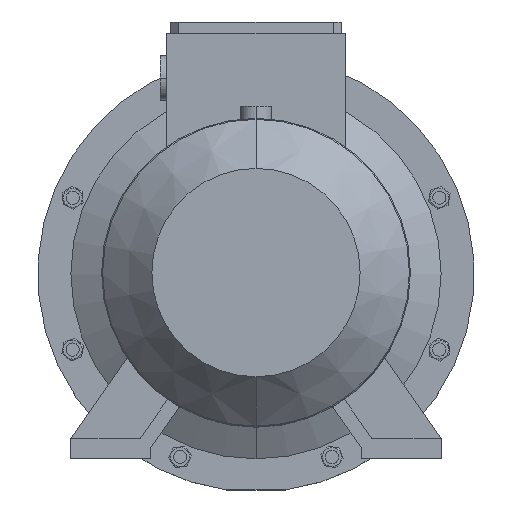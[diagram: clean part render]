
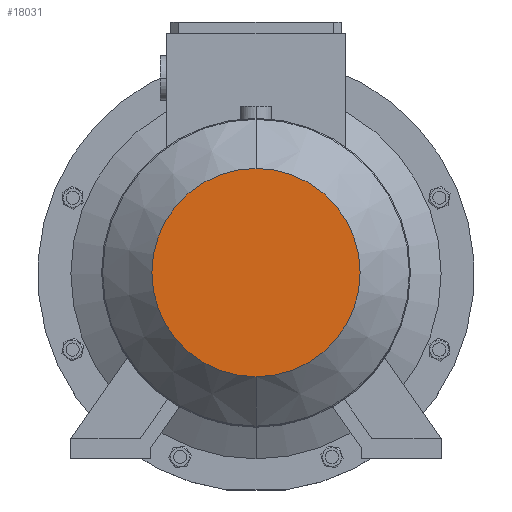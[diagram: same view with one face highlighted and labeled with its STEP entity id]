
A CAD part, top view. The second image highlights one B-rep face of the part: STEP entity #18031.
In plain terms, the highlighted planar face has unit normal (0, 0, 1).
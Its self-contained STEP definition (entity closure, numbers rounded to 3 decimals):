
#8852 = DIRECTION ( 'NONE',  ( 0., -1., 0. ) ) ;
#15105 = CARTESIAN_POINT ( 'NONE',  ( 0., -157.5, 1202. ) ) ;
#15761 = CARTESIAN_POINT ( 'NONE',  ( 0., 157.5, 1202. ) ) ;
#18031 = ADVANCED_FACE ( 'NONE', ( #39648 ), #65166, .T. ) ;
#18305 = DIRECTION ( 'NONE',  ( 0., 1., 0. ) ) ;
#18890 = AXIS2_PLACEMENT_3D ( 'NONE', #26518, #41587, #62067 ) ;
#19994 = VERTEX_POINT ( 'NONE', #15105 ) ;
#26518 = CARTESIAN_POINT ( 'NONE',  ( 0., 0., 1202. ) ) ;
#31271 = ORIENTED_EDGE ( 'NONE', *, *, #56283, .F. ) ;
#33327 = AXIS2_PLACEMENT_3D ( 'NONE', #49204, #39535, #8852 ) ;
#35106 = CIRCLE ( 'NONE', #40389, 157.5 ) ;
#37312 = ORIENTED_EDGE ( 'NONE', *, *, #43659, .F. ) ;
#39393 = CARTESIAN_POINT ( 'NONE',  ( 0., 0., 1202. ) ) ;
#39535 = DIRECTION ( 'NONE',  ( 0., 0., 1. ) ) ;
#39648 = FACE_OUTER_BOUND ( 'NONE', #40079, .T. ) ;
#40079 = EDGE_LOOP ( 'NONE', ( #31271, #37312 ) ) ;
#40389 = AXIS2_PLACEMENT_3D ( 'NONE', #39393, #60293, #18305 ) ;
#41587 = DIRECTION ( 'NONE',  ( 0., 0., -1. ) ) ;
#43659 = EDGE_CURVE ( 'NONE', #19994, #44214, #53044, .T. ) ;
#44214 = VERTEX_POINT ( 'NONE', #15761 ) ;
#49204 = CARTESIAN_POINT ( 'NONE',  ( 0., 0., 1202. ) ) ;
#53044 = CIRCLE ( 'NONE', #18890, 157.5 ) ;
#56283 = EDGE_CURVE ( 'NONE', #44214, #19994, #35106, .T. ) ;
#60293 = DIRECTION ( 'NONE',  ( 0., 0., -1. ) ) ;
#62067 = DIRECTION ( 'NONE',  ( 0., 1., 0. ) ) ;
#65166 = PLANE ( 'NONE',  #33327 ) ;
